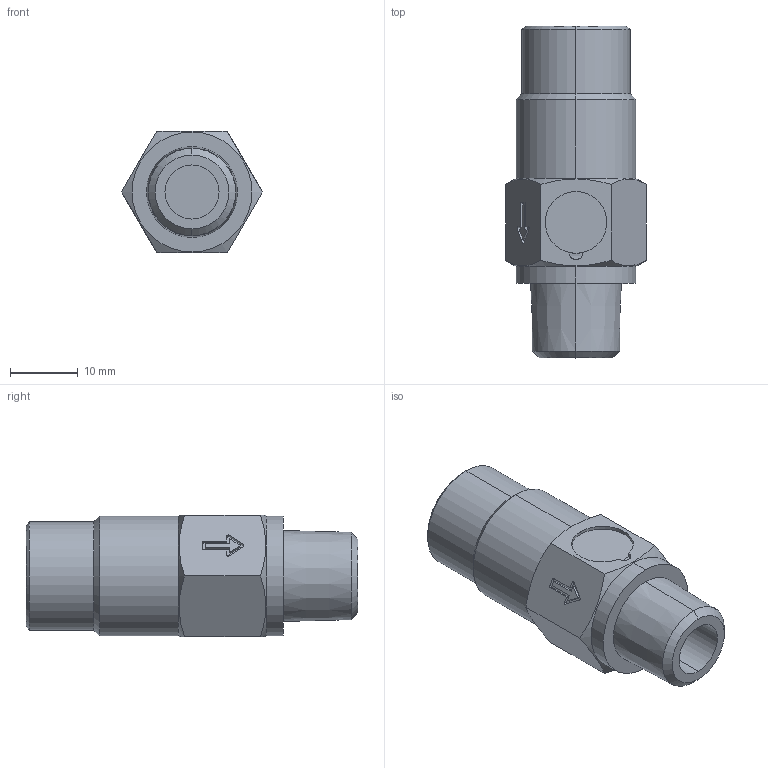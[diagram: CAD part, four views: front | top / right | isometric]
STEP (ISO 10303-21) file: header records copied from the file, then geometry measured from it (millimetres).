
FILE_DESCRIPTION(( 'MV.22.00.14.STEP' ), '1');
FILE_NAME( 'MV.22.00.14.STEP', '2018-10-04T12:34:20',( 'Sopra'),('sopra-pneumatic.com'), 'SwSTEP 2.0','SolidWorks 2009','' );
FILE_SCHEMA (( 'CONFIG_CONTROL_DESIGN' ));
Length unit declared in the file: millimetre
Products named in the file (1): 04120002
Bounding box: 20.78 x 49 x 18 mm (x, y, z)
Volume: 8965.2 mm3; surface area: 3801.1 mm2
Topology: 1 solids, 3 shells, 73 faces, 168 edges, 107 vertices
Faces by surface type: cylinder 31, plane 30, cone 12
Entity records: 2325 total; most frequent: CARTESIAN_POINT 597, DIRECTION 344, ORIENTED_EDGE 336, EDGE_CURVE 168, AXIS2_PLACEMENT_3D 128, VERTEX_POINT 107, VECTOR 88, LINE 88
